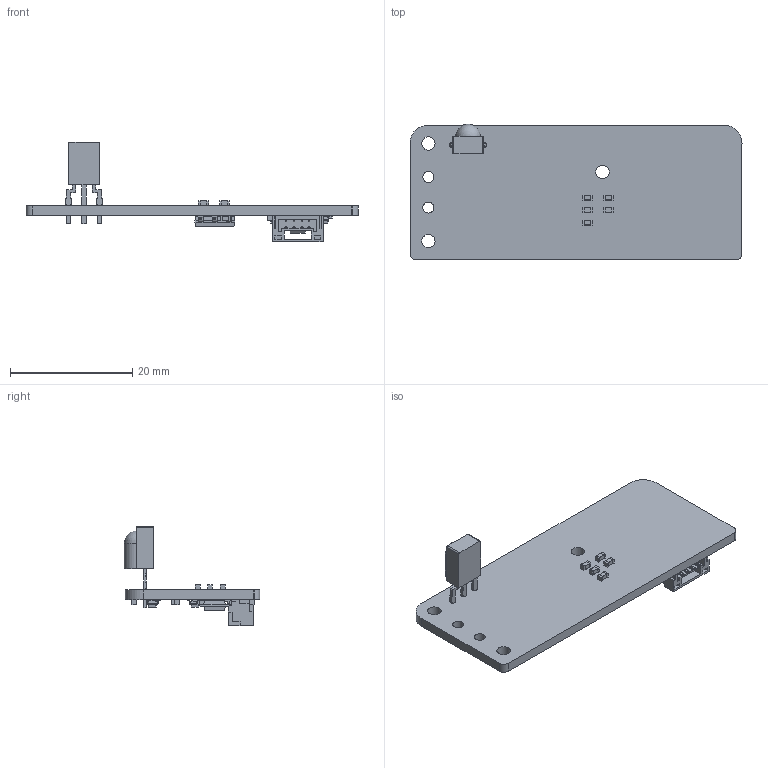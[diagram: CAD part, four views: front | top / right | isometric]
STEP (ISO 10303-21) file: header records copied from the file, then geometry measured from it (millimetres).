
FILE_DESCRIPTION(('KiCad electronic assembly'),'2;1');
FILE_NAME('Melty.step','2025-03-30T18:01:58',('Pcbnew'),('Kicad'), 'Open CASCADE STEP processor 7.7','KiCad to STEP converter','Unknown' );
FILE_SCHEMA(('AUTOMOTIVE_DESIGN { 1 0 10303 214 1 1 1 1 }'));
Length unit declared in the file: millimetre
Products named in the file (14): Melty 1; C_0603_1608Metric; Vishay_MINICAST-3Pin; Vishay_MINICAST-3pin; SOT-23; SOT_23; SOT-223; SOT_223; D_SOD-923; D_SOD_923; JST_GH_SM04B-GHS-TB_1x04-1MP_P1.25mm_Horizontal; JST_SM04B_GHS_TB; _autosave-Melty_PCB
Assembly tree (27 placements, depth 3):
  Melty 1
    C_0603_1608Metric  x13
      C_0603_1608Metric
    Vishay_MINICAST-3Pin
      Vishay_MINICAST-3pin
    SOT-23  x3
      SOT_23
    SOT-223
      SOT_223
    D_SOD-923
      D_SOD_923
    JST_GH_SM04B-GHS-TB_1x04-1MP_P1.25mm_Horizontal
      JST_SM04B_GHS_TB
    _autosave-Melty_PCB
Bounding box: 54.35 x 22.17 x 16.3 mm (x, y, z)
Volume: 2165.5 mm3; surface area: 3390.3 mm2
Topology: 21 solids, 21 shells, 988 faces, 2554 edges, 1643 vertices
Faces by surface type: plane 653, cylinder 227, bspline 107, sphere 1
Full cylindrical faces by diameter (mm): 0.9 x3, 1.8 x2, 2.2 x3
Entity records: 18904 total; most frequent: CARTESIAN_POINT 2947, ORIENTED_EDGE 2658, DIRECTION 2342, EDGE_CURVE 1329, LINE 1146, VECTOR 1146, VERTEX_POINT 855, AXIS2_PLACEMENT_3D 598
